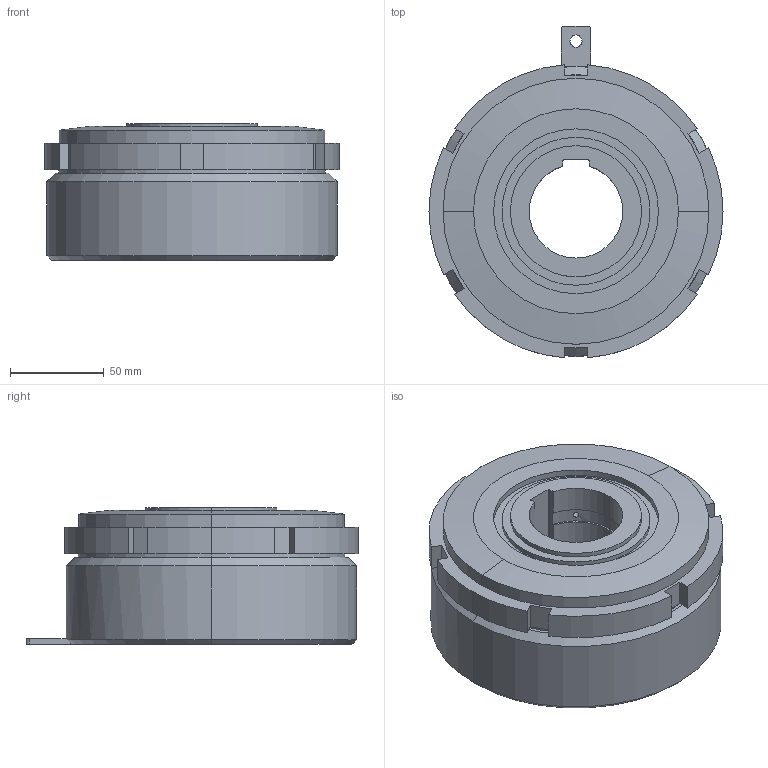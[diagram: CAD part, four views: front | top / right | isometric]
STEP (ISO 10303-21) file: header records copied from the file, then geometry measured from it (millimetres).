
FILE_DESCRIPTION (( 'STEP AP203' ), '1' );
FILE_NAME ('MWC 20_231516(１体用）.STEP', '2016-03-04T06:26:07', ( ' ' ), ( '' ), 'SwSTEP 2.0', 'SolidWorks 2009', '' );
FILE_SCHEMA (( 'CONFIG_CONTROL_DESIGN' ));
Length unit declared in the file: millimetre
Products named in the file (1): MWC 20_231516(１体用）
Bounding box: 157 x 177.27 x 73 mm (x, y, z)
Volume: 1137644.8 mm3; surface area: 92549.7 mm2
Topology: 1 solids, 2 shells, 126 faces, 312 edges, 206 vertices
Faces by surface type: cylinder 69, plane 46, cone 7, sphere 4
Entity records: 4282 total; most frequent: CARTESIAN_POINT 1107, DIRECTION 673, ORIENTED_EDGE 624, EDGE_CURVE 312, AXIS2_PLACEMENT_3D 256, VERTEX_POINT 206, VECTOR 161, LINE 161
